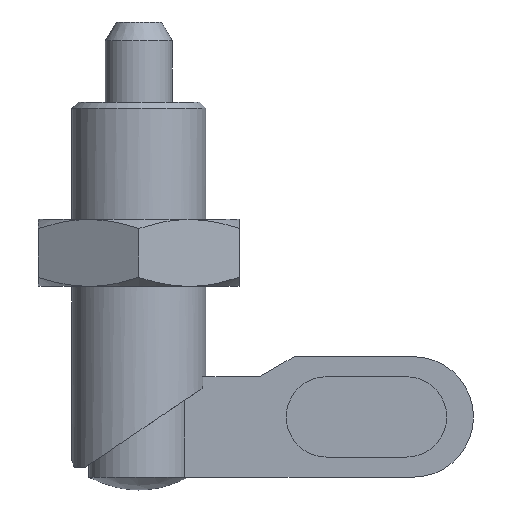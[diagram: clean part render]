
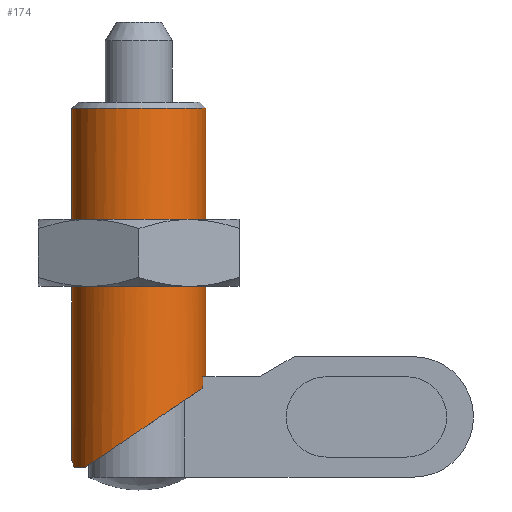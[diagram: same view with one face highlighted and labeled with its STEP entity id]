
A CAD part, front view. The second image highlights one B-rep face of the part: STEP entity #174.
In plain terms, the highlighted cylindrical face has radius 10 mm (diameter 20 mm), a partial arc.
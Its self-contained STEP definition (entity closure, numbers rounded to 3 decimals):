
#174 = ADVANCED_FACE( '', ( #254 ), #255, .T. );
#254 = FACE_OUTER_BOUND( '', #416, .T. );
#255 = CYLINDRICAL_SURFACE( '', #417, 10. );
#416 = EDGE_LOOP( '', ( #593, #594, #595, #596, #597, #598, #599 ) );
#417 = AXIS2_PLACEMENT_3D( '', #600, #601, #602 );
#593 = ORIENTED_EDGE( '', *, *, #1152, .F. );
#594 = ORIENTED_EDGE( '', *, *, #1143, .T. );
#595 = ORIENTED_EDGE( '', *, *, #1153, .F. );
#596 = ORIENTED_EDGE( '', *, *, #1154, .T. );
#597 = ORIENTED_EDGE( '', *, *, #1155, .F. );
#598 = ORIENTED_EDGE( '', *, *, #1156, .T. );
#599 = ORIENTED_EDGE( '', *, *, #1157, .T. );
#600 = CARTESIAN_POINT( '', ( 0., 0., -27.71 ) );
#601 = DIRECTION( '', ( 0., 0., 1. ) );
#602 = DIRECTION( '', ( 1., 0., 0. ) );
#1143 = EDGE_CURVE( '', #1311, #1315, #1317, .T. );
#1152 = EDGE_CURVE( '', #1311, #1334, #1335, .T. );
#1153 = EDGE_CURVE( '', #1336, #1315, #1337, .T. );
#1154 = EDGE_CURVE( '', #1336, #1338, #1339, .T. );
#1155 = EDGE_CURVE( '', #1340, #1338, #1341, .T. );
#1156 = EDGE_CURVE( '', #1340, #1342, #1343, .T. );
#1157 = EDGE_CURVE( '', #1342, #1334, #1344, .T. );
#1311 = VERTEX_POINT( '', #1587 );
#1315 = VERTEX_POINT( '', #1592 );
#1317 = CIRCLE( '', #1595, 10. );
#1334 = VERTEX_POINT( '', #1616 );
#1335 = LINE( '', #1617, #1618 );
#1336 = VERTEX_POINT( '', #1619 );
#1337 = LINE( '', #1620, #1621 );
#1338 = VERTEX_POINT( '', #1622 );
#1339 = B_SPLINE_CURVE_WITH_KNOTS( '', 3, ( #1623, #1624, #1625, #1626, #1627, #1628, #1629, #1630, #1631, #1632, #1633, #1634, #1635, #1636, #1637, #1638, #1639, #1640 ), .UNSPECIFIED., .F., .F., ( 4, 2, 2, 2, 2, 2, 2, 2, 4 ), ( 3.306, 3.815, 4.577, 5.339, 6.102, 6.864, 7.627, 8.389, 8.898 ), .UNSPECIFIED. );
#1340 = VERTEX_POINT( '', #1641 );
#1341 = CIRCLE( '', #1642, 10. );
#1342 = VERTEX_POINT( '', #1643 );
#1343 = ELLIPSE( '', #1644, 12.062, 10. );
#1344 = B_SPLINE_CURVE_WITH_KNOTS( '', 3, ( #1645, #1646, #1647, #1648, #1649, #1650, #1651, #1652, #1653, #1654, #1655, #1656, #1657, #1658, #1659, #1660, #1661, #1662, #1663, #1664, #1665, #1666 ), .UNSPECIFIED., .F., .F., ( 4, 2, 2, 2, 2, 2, 2, 2, 2, 2, 4 ), ( 2.322, 3.052, 3.815, 4.577, 5.339, 6.102, 6.864, 7.627, 8.389, 9.151, 9.882 ), .UNSPECIFIED. );
#1587 = CARTESIAN_POINT( '', ( 10., 0., -0.92 ) );
#1592 = CARTESIAN_POINT( '', ( -10., 0., -0.92 ) );
#1595 = AXIS2_PLACEMENT_3D( '', #2324, #2325, #2326 );
#1616 = CARTESIAN_POINT( '', ( 10., 0., -41. ) );
#1617 = CARTESIAN_POINT( '', ( 10., 0., -27.71 ) );
#1618 = VECTOR( '', #2343, 1. );
#1619 = CARTESIAN_POINT( '', ( -10., 0., -53.5 ) );
#1620 = CARTESIAN_POINT( '', ( -10., 0., -27.71 ) );
#1621 = VECTOR( '', #2344, 1. );
#1622 = CARTESIAN_POINT( '', ( -9.644, -2.646, -54.5 ) );
#1623 = CARTESIAN_POINT( '', ( -9.644, 2.646, -54.5 ) );
#1624 = CARTESIAN_POINT( '', ( -9.679, 2.518, -54.388 ) );
#1625 = CARTESIAN_POINT( '', ( -9.713, 2.382, -54.282 ) );
#1626 = CARTESIAN_POINT( '', ( -9.796, 2.02, -54.037 ) );
#1627 = CARTESIAN_POINT( '', ( -9.843, 1.785, -53.91 ) );
#1628 = CARTESIAN_POINT( '', ( -9.919, 1.293, -53.705 ) );
#1629 = CARTESIAN_POINT( '', ( -9.95, 1.035, -53.627 ) );
#1630 = CARTESIAN_POINT( '', ( -9.99, 0.516, -53.525 ) );
#1631 = CARTESIAN_POINT( '', ( -10., 0.254, -53.5 ) );
#1632 = CARTESIAN_POINT( '', ( -10., -0.254, -53.5 ) );
#1633 = CARTESIAN_POINT( '', ( -9.99, -0.516, -53.525 ) );
#1634 = CARTESIAN_POINT( '', ( -9.95, -1.035, -53.627 ) );
#1635 = CARTESIAN_POINT( '', ( -9.919, -1.293, -53.705 ) );
#1636 = CARTESIAN_POINT( '', ( -9.843, -1.785, -53.91 ) );
#1637 = CARTESIAN_POINT( '', ( -9.796, -2.02, -54.037 ) );
#1638 = CARTESIAN_POINT( '', ( -9.713, -2.382, -54.282 ) );
#1639 = CARTESIAN_POINT( '', ( -9.679, -2.518, -54.388 ) );
#1640 = CARTESIAN_POINT( '', ( -9.644, -2.646, -54.5 ) );
#1641 = CARTESIAN_POINT( '', ( -8., -6., -54.5 ) );
#1642 = AXIS2_PLACEMENT_3D( '', #2345, #2346, #2347 );
#1643 = CARTESIAN_POINT( '', ( 9.441, -3.298, -42.736 ) );
#1644 = AXIS2_PLACEMENT_3D( '', #2348, #2349, #2350 );
#1645 = CARTESIAN_POINT( '', ( 9.441, -3.298, -42.736 ) );
#1646 = CARTESIAN_POINT( '', ( 9.49, -3.156, -42.53 ) );
#1647 = CARTESIAN_POINT( '', ( 9.542, -2.997, -42.34 ) );
#1648 = CARTESIAN_POINT( '', ( 9.644, -2.653, -41.996 ) );
#1649 = CARTESIAN_POINT( '', ( 9.697, -2.454, -41.83 ) );
#1650 = CARTESIAN_POINT( '', ( 9.796, -2.02, -41.537 ) );
#1651 = CARTESIAN_POINT( '', ( 9.843, -1.785, -41.41 ) );
#1652 = CARTESIAN_POINT( '', ( 9.919, -1.293, -41.205 ) );
#1653 = CARTESIAN_POINT( '', ( 9.95, -1.035, -41.127 ) );
#1654 = CARTESIAN_POINT( '', ( 9.99, -0.516, -41.025 ) );
#1655 = CARTESIAN_POINT( '', ( 10., -0.254, -41. ) );
#1656 = CARTESIAN_POINT( '', ( 10., 0.254, -41. ) );
#1657 = CARTESIAN_POINT( '', ( 9.99, 0.516, -41.025 ) );
#1658 = CARTESIAN_POINT( '', ( 9.95, 1.035, -41.127 ) );
#1659 = CARTESIAN_POINT( '', ( 9.919, 1.293, -41.205 ) );
#1660 = CARTESIAN_POINT( '', ( 9.843, 1.785, -41.41 ) );
#1661 = CARTESIAN_POINT( '', ( 9.796, 2.02, -41.537 ) );
#1662 = CARTESIAN_POINT( '', ( 9.697, 2.454, -41.83 ) );
#1663 = CARTESIAN_POINT( '', ( 9.644, 2.653, -41.996 ) );
#1664 = CARTESIAN_POINT( '', ( 9.542, 2.997, -42.34 ) );
#1665 = CARTESIAN_POINT( '', ( 9.49, 3.156, -42.53 ) );
#1666 = CARTESIAN_POINT( '', ( 9.441, 3.298, -42.736 ) );
#2324 = CARTESIAN_POINT( '', ( 0., 0., -0.92 ) );
#2325 = DIRECTION( '', ( 0., 0., -1. ) );
#2326 = DIRECTION( '', ( 1., 0., 0. ) );
#2343 = DIRECTION( '', ( 0., 0., -1. ) );
#2344 = DIRECTION( '', ( 0., 0., 1. ) );
#2345 = CARTESIAN_POINT( '', ( 0., 0., -54.5 ) );
#2346 = DIRECTION( '', ( 0., 0., -1. ) );
#2347 = DIRECTION( '', ( 1., 0., 0. ) );
#2348 = CARTESIAN_POINT( '', ( 0., 0., -49.104 ) );
#2349 = DIRECTION( '', ( -0.559, 0., 0.829 ) );
#2350 = DIRECTION( '', ( 0.829, 0., 0.559 ) );
